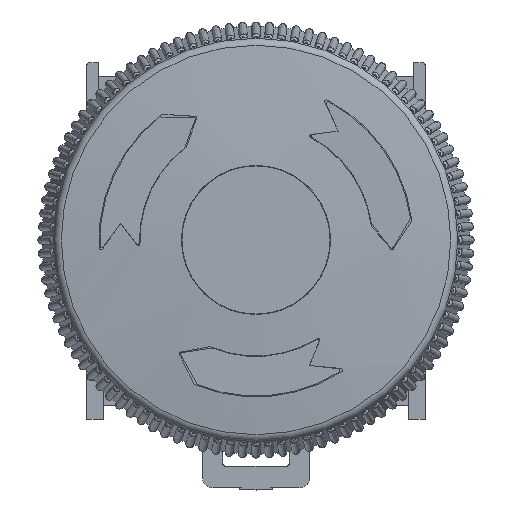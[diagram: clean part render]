
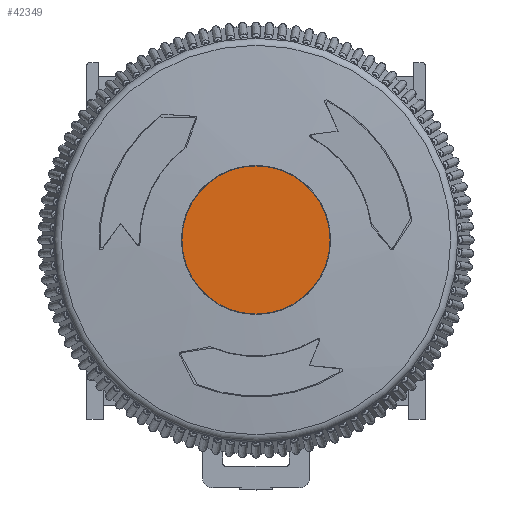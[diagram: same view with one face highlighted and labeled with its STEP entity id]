
A CAD part, top view. The second image highlights one B-rep face of the part: STEP entity #42349.
In plain terms, the highlighted spherical face has radius 156.8 mm.
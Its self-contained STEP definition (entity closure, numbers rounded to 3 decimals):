
#46=SPHERICAL_SURFACE('',#45041,156.8);
#2428=FACE_OUTER_BOUND('',#4711,.T.);
#4711=EDGE_LOOP('',(#28538,#28539));
#7102=CIRCLE('',#45009,6.9);
#7103=CIRCLE('',#45010,6.9);
#16827=VERTEX_POINT('',#62209);
#16828=VERTEX_POINT('',#62210);
#21251=EDGE_CURVE('',#16827,#16828,#7102,.T.);
#21252=EDGE_CURVE('',#16828,#16827,#7103,.T.);
#28538=ORIENTED_EDGE('',*,*,#21251,.T.);
#28539=ORIENTED_EDGE('',*,*,#21252,.T.);
#42349=ADVANCED_FACE('',(#2428),#46,.T.);
#45009=AXIS2_PLACEMENT_3D('',#62211,#50141,#50142);
#45010=AXIS2_PLACEMENT_3D('',#62212,#50143,#50144);
#45041=AXIS2_PLACEMENT_3D('',#62292,#50220,#50221);
#50141=DIRECTION('center_axis',(0.,0.,
1.));
#50142=DIRECTION('ref_axis',(-1.,0.,0.));
#50143=DIRECTION('center_axis',(0.,0.,
1.));
#50144=DIRECTION('ref_axis',(-1.,0.,0.));
#50220=DIRECTION('center_axis',(0.,-1.,0.));
#50221=DIRECTION('ref_axis',(1.,0.,0.));
#62209=CARTESIAN_POINT('',(0.,-6.9,36.948));
#62210=CARTESIAN_POINT('',(6.9,0.,36.948));
#62211=CARTESIAN_POINT('Origin',(0.,0.,
36.948));
#62212=CARTESIAN_POINT('Origin',(0.,0.,
36.948));
#62292=CARTESIAN_POINT('Origin',(0.,0.,
-119.7));
